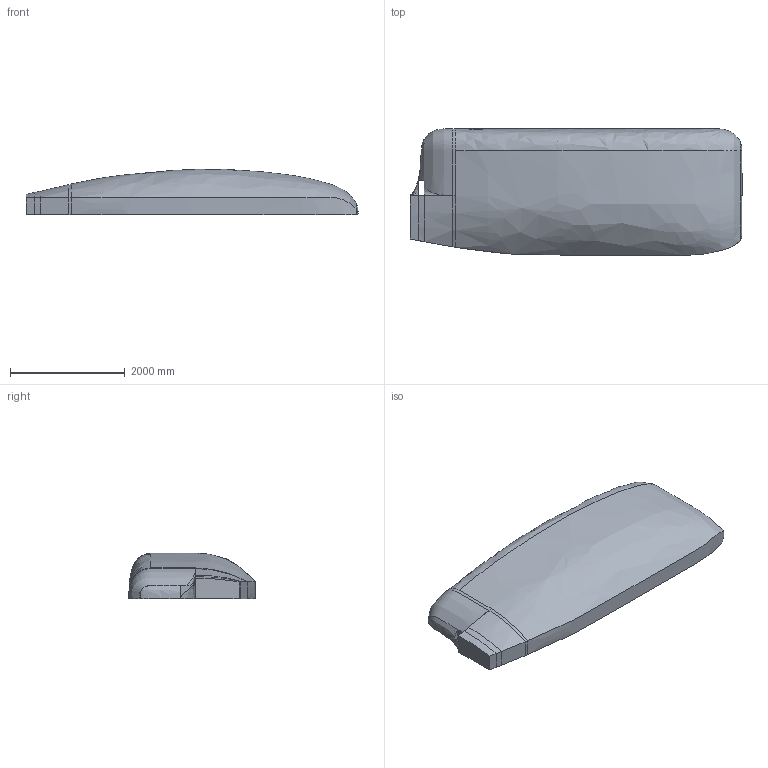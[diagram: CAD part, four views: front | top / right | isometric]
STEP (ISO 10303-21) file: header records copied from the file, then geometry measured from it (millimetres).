
FILE_DESCRIPTION (( 'STEP AP203' ), '1' );
FILE_NAME ('Engine_Gondola_2.STEP', '2013-03-10T03:12:17', ( '' ), ( '' ), 'SwSTEP 2.0', 'SolidWorks 2013', '' );
FILE_SCHEMA (( 'CONFIG_CONTROL_DESIGN' ));
Length unit declared in the file: inch
Products named in the file (1): Engine_Gondola_2
Bounding box: 5786.12 x 2204.72 x 789.72 mm (x, y, z)
Volume: 7084436511.6 mm3; surface area: 30471316.8 mm2
Topology: 1 solids, 1 shells, 35 faces, 91 edges, 56 vertices
Faces by surface type: bspline 19, plane 16
Entity records: 3109 total; most frequent: CARTESIAN_POINT 2337, ORIENTED_EDGE 178, EDGE_CURVE 89, DIRECTION 77, VERTEX_POINT 56, B_SPLINE_CURVE_WITH_KNOTS 46, VECTOR 43, LINE 43
